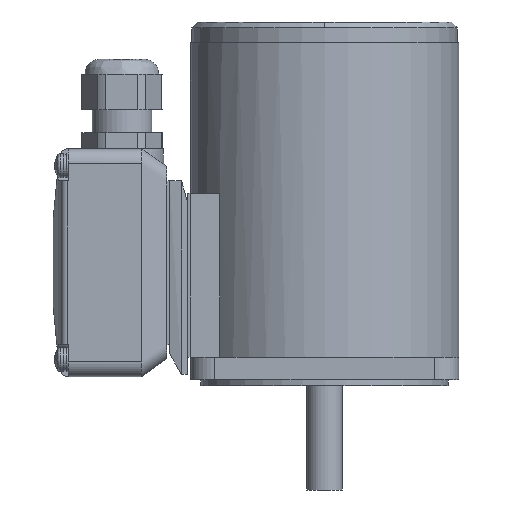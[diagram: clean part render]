
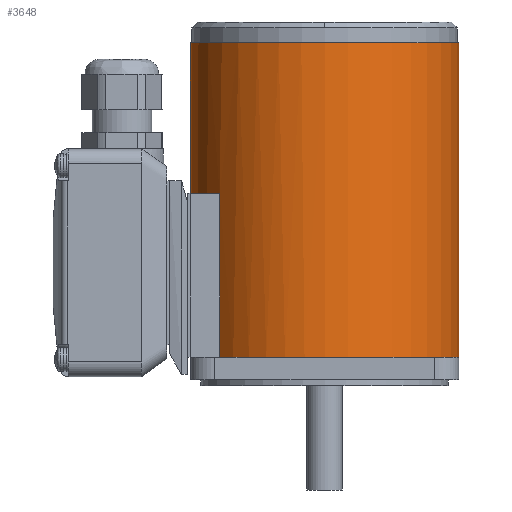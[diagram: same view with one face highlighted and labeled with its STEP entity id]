
A CAD part, left-side view. The second image highlights one B-rep face of the part: STEP entity #3648.
In plain terms, the highlighted cylindrical face has radius 45 mm (diameter 90 mm), a partial arc.
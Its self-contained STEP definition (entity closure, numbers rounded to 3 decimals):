
#146 = VECTOR ( 'NONE', #1267, 1000. ) ;
#218 = AXIS2_PLACEMENT_3D ( 'NONE', #3352, #3353, #3354 ) ;
#280 = CIRCLE ( 'NONE', #218, 45. ) ;
#489 = CARTESIAN_POINT ( 'NONE',  ( 0., 45., -71.281 ) ) ;
#490 = DIRECTION ( 'NONE',  ( 0., 0., -1. ) ) ;
#532 = CARTESIAN_POINT ( 'NONE',  ( 0., -45., -71.281 ) ) ;
#533 = DIRECTION ( 'NONE',  ( 0., 0., -1. ) ) ;
#917 = VECTOR ( 'NONE', #533, 1000. ) ;
#987 = CIRCLE ( 'NONE', #990, 45. ) ;
#990 = AXIS2_PLACEMENT_3D ( 'NONE', #3566, #3565, #3564 ) ;
#1266 = CARTESIAN_POINT ( 'NONE',  ( -28., 35.228, -71.281 ) ) ;
#1267 = DIRECTION ( 'NONE',  ( 0., 0., -1. ) ) ;
#1342 = CARTESIAN_POINT ( 'NONE',  ( 0., 0., 62.5 ) ) ;
#1343 = DIRECTION ( 'NONE',  ( 0., 0., 1. ) ) ;
#1344 = DIRECTION ( 'NONE',  ( 0., 1., 0. ) ) ;
#1350 = CARTESIAN_POINT ( 'NONE',  ( -28., 35.228, 62.5 ) ) ;
#1356 = CARTESIAN_POINT ( 'NONE',  ( -45., 0., 7.5 ) ) ;
#1371 = CARTESIAN_POINT ( 'NONE',  ( -28., 35.228, 7.5 ) ) ;
#1477 = EDGE_LOOP ( 'NONE', ( #5939, #5942, #5949, #5935, #5958, #5968, #5982 ) ) ;
#1615 = VERTEX_POINT ( 'NONE', #4893 ) ;
#1631 = VERTEX_POINT ( 'NONE', #4987 ) ;
#1634 = VERTEX_POINT ( 'NONE', #5060 ) ;
#1691 = VERTEX_POINT ( 'NONE', #4952 ) ;
#2909 = CIRCLE ( 'NONE', #2958, 45. ) ;
#2958 = AXIS2_PLACEMENT_3D ( 'NONE', #3470, #3471, #3472 ) ;
#3037 = DIRECTION ( 'NONE',  ( 0., 1., 0. ) ) ;
#3038 = DIRECTION ( 'NONE',  ( 0., 0., -1. ) ) ;
#3039 = CARTESIAN_POINT ( 'NONE',  ( 0., 0., -71.281 ) ) ;
#3244 = AXIS2_PLACEMENT_3D ( 'NONE', #1342, #1343, #1344 ) ;
#3249 = VECTOR ( 'NONE', #490, 1000. ) ;
#3267 = CIRCLE ( 'NONE', #3244, 45. ) ;
#3352 = CARTESIAN_POINT ( 'NONE',  ( 0., 0., 113. ) ) ;
#3353 = DIRECTION ( 'NONE',  ( 0., 0., -1. ) ) ;
#3354 = DIRECTION ( 'NONE',  ( 0., 1., 0. ) ) ;
#3470 = CARTESIAN_POINT ( 'NONE',  ( 0., 0., 7.5 ) ) ;
#3471 = DIRECTION ( 'NONE',  ( 0., 0., 1. ) ) ;
#3472 = DIRECTION ( 'NONE',  ( 0., 1., 0. ) ) ;
#3564 = DIRECTION ( 'NONE',  ( 0., 1., 0. ) ) ;
#3565 = DIRECTION ( 'NONE',  ( 0., 0., 1. ) ) ;
#3566 = CARTESIAN_POINT ( 'NONE',  ( 0., 0., 7.5 ) ) ;
#3648 = ADVANCED_FACE ( 'NONE', ( #6705 ), #6704, .T. ) ;
#4893 = CARTESIAN_POINT ( 'NONE',  ( 0., 45., 62.5 ) ) ;
#4952 = CARTESIAN_POINT ( 'NONE',  ( 0., 45., 113. ) ) ;
#4987 = CARTESIAN_POINT ( 'NONE',  ( 0., -45., 7.5 ) ) ;
#5060 = CARTESIAN_POINT ( 'NONE',  ( 0., -45., 113. ) ) ;
#5153 = AXIS2_PLACEMENT_3D ( 'NONE', #3039, #3038, #3037 ) ;
#5288 = EDGE_CURVE ( 'NONE', #6155, #5718, #987, .T. ) ;
#5367 = EDGE_CURVE ( 'NONE', #1634, #1691, #280, .T. ) ;
#5404 = EDGE_CURVE ( 'NONE', #5718, #1631, #2909, .T. ) ;
#5458 = EDGE_CURVE ( 'NONE', #5546, #6155, #6916, .T. ) ;
#5489 = EDGE_CURVE ( 'NONE', #1615, #5546, #3267, .T. ) ;
#5546 = VERTEX_POINT ( 'NONE', #1350 ) ;
#5718 = VERTEX_POINT ( 'NONE', #1356 ) ;
#5935 = ORIENTED_EDGE ( 'NONE', *, *, #5489, .T. ) ;
#5939 = ORIENTED_EDGE ( 'NONE', *, *, #7276, .F. ) ;
#5942 = ORIENTED_EDGE ( 'NONE', *, *, #5367, .T. ) ;
#5949 = ORIENTED_EDGE ( 'NONE', *, *, #7257, .T. ) ;
#5958 = ORIENTED_EDGE ( 'NONE', *, *, #5458, .T. ) ;
#5968 = ORIENTED_EDGE ( 'NONE', *, *, #5288, .T. ) ;
#5982 = ORIENTED_EDGE ( 'NONE', *, *, #5404, .T. ) ;
#6155 = VERTEX_POINT ( 'NONE', #1371 ) ;
#6704 = CYLINDRICAL_SURFACE ( 'NONE', #5153, 45. ) ;
#6705 = FACE_OUTER_BOUND ( 'NONE', #1477, .T. ) ;
#6916 = LINE ( 'NONE', #1266, #146 ) ;
#6956 = LINE ( 'NONE', #489, #3249 ) ;
#6975 = LINE ( 'NONE', #532, #917 ) ;
#7257 = EDGE_CURVE ( 'NONE', #1691, #1615, #6956, .T. ) ;
#7276 = EDGE_CURVE ( 'NONE', #1634, #1631, #6975, .T. ) ;
